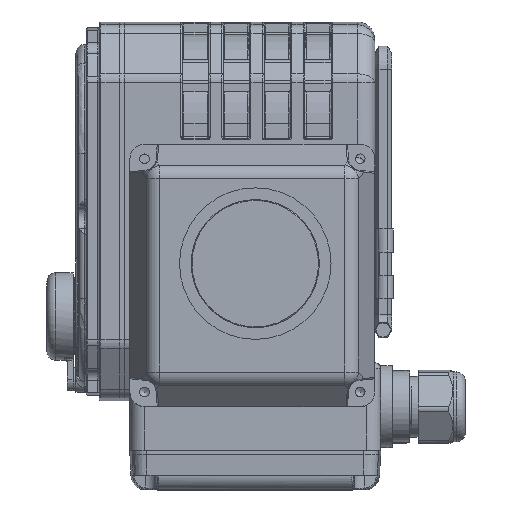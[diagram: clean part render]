
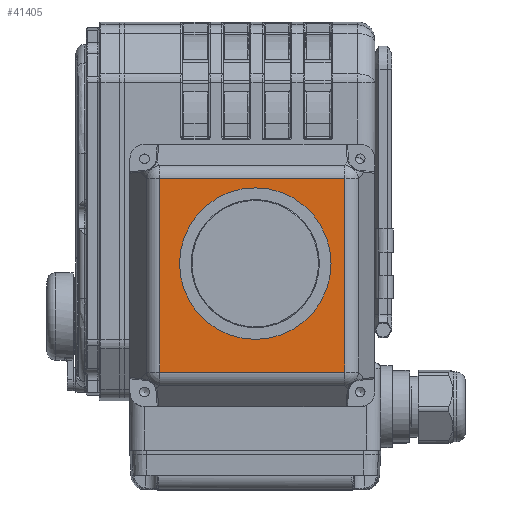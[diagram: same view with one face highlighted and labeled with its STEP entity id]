
A CAD part, top view. The second image highlights one B-rep face of the part: STEP entity #41405.
In plain terms, the highlighted face is planar.
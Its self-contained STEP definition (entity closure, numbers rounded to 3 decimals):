
#3552=CIRCLE('',#46211,26.);
#11781=ORIENTED_EDGE('',*,*,#20339,.F.);
#11782=ORIENTED_EDGE('',*,*,#20312,.T.);
#11783=ORIENTED_EDGE('',*,*,#20324,.T.);
#11784=ORIENTED_EDGE('',*,*,#20326,.F.);
#11785=ORIENTED_EDGE('',*,*,#20323,.F.);
#20312=EDGE_CURVE('',#25133,#25138,#28767,.T.);
#20323=EDGE_CURVE('',#25133,#25130,#28778,.T.);
#20324=EDGE_CURVE('',#25138,#25129,#28779,.T.);
#20326=EDGE_CURVE('',#25130,#25129,#28781,.T.);
#20339=EDGE_CURVE('',#25156,#25156,#3552,.T.);
#25129=VERTEX_POINT('',#75447);
#25130=VERTEX_POINT('',#75451);
#25133=VERTEX_POINT('',#75461);
#25138=VERTEX_POINT('',#75477);
#25156=VERTEX_POINT('',#75581);
#28767=LINE('',#75528,#31878);
#28778=LINE('',#75548,#31889);
#28779=LINE('',#75550,#31890);
#28781=LINE('',#75553,#31892);
#31878=VECTOR('',#55073,1000.);
#31889=VECTOR('',#55094,1000.);
#31890=VECTOR('',#55097,1000.);
#31892=VECTOR('',#55101,1000.);
#34671=EDGE_LOOP('',(#11781));
#34672=EDGE_LOOP('',(#11782,#11783,#11784,#11785));
#37647=FACE_BOUND('',#34671,.T.);
#37648=FACE_BOUND('',#34672,.T.);
#39595=PLANE('',#46210);
#41405=ADVANCED_FACE('',(#37647,#37648),#39595,.F.);
#46210=AXIS2_PLACEMENT_3D('',#75579,#55136,#55137);
#46211=AXIS2_PLACEMENT_3D('',#75580,#55138,#55139);
#55073=DIRECTION('',(0.,0.,-1.));
#55094=DIRECTION('',(-1.,0.,0.));
#55097=DIRECTION('',(-1.,0.,0.));
#55101=DIRECTION('',(0.,0.,-1.));
#55136=DIRECTION('',(0.,-1.,0.));
#55137=DIRECTION('',(0.,0.,-1.));
#55138=DIRECTION('',(0.,1.,0.));
#55139=DIRECTION('',(0.,0.,-1.));
#75447=CARTESIAN_POINT('',(-33.188,25.5,-31.766));
#75451=CARTESIAN_POINT('',(-33.188,25.5,31.766));
#75461=CARTESIAN_POINT('',(33.188,25.5,31.766));
#75477=CARTESIAN_POINT('',(33.188,25.5,-31.766));
#75528=CARTESIAN_POINT('',(33.188,25.5,60.));
#75548=CARTESIAN_POINT('',(60.,25.5,31.766));
#75550=CARTESIAN_POINT('',(60.,25.5,-31.766));
#75553=CARTESIAN_POINT('',(-33.188,25.5,60.));
#75579=CARTESIAN_POINT('',(60.,25.5,-31.766));
#75580=CARTESIAN_POINT('',(-4.,25.5,-1.));
#75581=CARTESIAN_POINT('',(-4.,25.5,-27.));
